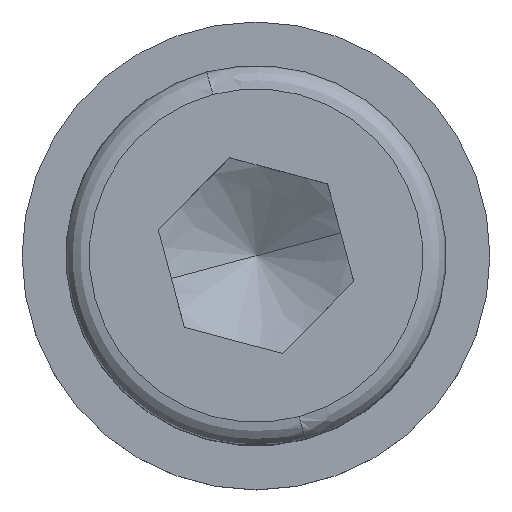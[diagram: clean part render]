
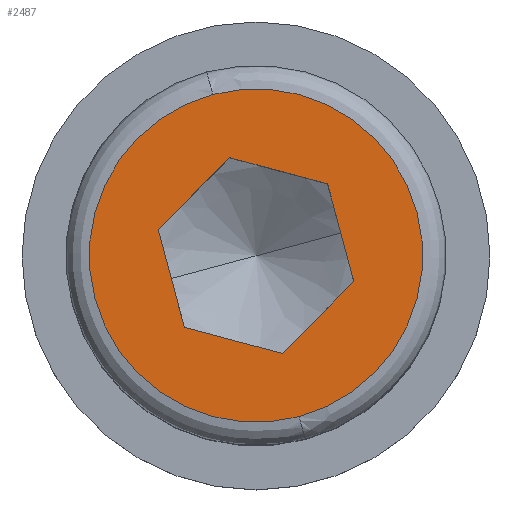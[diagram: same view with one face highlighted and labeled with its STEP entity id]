
A CAD part, top view. The second image highlights one B-rep face of the part: STEP entity #2487.
In plain terms, the highlighted planar face has unit normal (0, 0, 1).
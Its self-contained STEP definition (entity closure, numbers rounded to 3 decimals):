
#882=CARTESIAN_POINT('',(1.475,-5.506,88.0));
#883=VERTEX_POINT('',#882);
#901=CARTESIAN_POINT('',(-1.475,5.506,88.0));
#902=VERTEX_POINT('',#901);
#910=CARTESIAN_POINT('',(0.,0.,88.0));
#911=DIRECTION('',(0.0,0.0,1.0));
#912=DIRECTION('',(-0.259,0.966,0.0));
#913=AXIS2_PLACEMENT_3D('',#910,#911,#912);
#914=CIRCLE('',#913,5.7);
#915=EDGE_CURVE('',#883,#902,#914,.T.);
#2184=CARTESIAN_POINT('',(-5.506,-1.475,88.0));
#2185=VERTEX_POINT('',#2184);
#2186=CARTESIAN_POINT('',(0.,0.,88.0));
#2187=DIRECTION('',(0.0,0.0,1.0));
#2188=DIRECTION('',(-0.259,0.966,0.0));
#2189=AXIS2_PLACEMENT_3D('',#2186,#2187,#2188);
#2190=CIRCLE('',#2189,5.7);
#2191=EDGE_CURVE('',#2185,#883,#2190,.T.);
#2193=CARTESIAN_POINT('',(0.,0.,88.0));
#2194=DIRECTION('',(0.0,0.0,1.0));
#2195=DIRECTION('',(-0.259,0.966,0.0));
#2196=AXIS2_PLACEMENT_3D('',#2193,#2194,#2195);
#2197=CIRCLE('',#2196,5.7);
#2198=EDGE_CURVE('',#902,#2185,#2197,.T.);
#2247=CARTESIAN_POINT('',(-0.897,3.347,88.0));
#2248=VERTEX_POINT('',#2247);
#2255=CARTESIAN_POINT('',(-3.347,0.898,88.0));
#2256=VERTEX_POINT('',#2255);
#2257=CARTESIAN_POINT('',(-3.347,0.898,88.0));
#2258=DIRECTION('',(0.707,0.707,0.0));
#2259=VECTOR('',#2258,3.464);
#2260=LINE('',#2257,#2259);
#2261=EDGE_CURVE('',#2256,#2248,#2260,.T.);
#2292=CARTESIAN_POINT('',(2.449,2.451,88.0));
#2293=VERTEX_POINT('',#2292);
#2300=CARTESIAN_POINT('',(-0.897,3.347,88.0));
#2301=DIRECTION('',(0.966,-0.259,0.0));
#2302=VECTOR('',#2301,3.464);
#2303=LINE('',#2300,#2302);
#2304=EDGE_CURVE('',#2248,#2293,#2303,.T.);
#2316=CARTESIAN_POINT('',(3.347,-0.898,88.0));
#2317=VERTEX_POINT('',#2316);
#2324=CARTESIAN_POINT('',(2.449,2.451,88.0));
#2325=DIRECTION('',(0.259,-0.966,0.0));
#2326=VECTOR('',#2325,3.468);
#2327=LINE('',#2324,#2326);
#2328=EDGE_CURVE('',#2293,#2317,#2327,.T.);
#2353=CARTESIAN_POINT('',(-2.449,-2.451,88.0));
#2354=VERTEX_POINT('',#2353);
#2361=CARTESIAN_POINT('',(0.897,-3.347,88.0));
#2362=VERTEX_POINT('',#2361);
#2363=CARTESIAN_POINT('',(0.897,-3.347,88.0));
#2364=DIRECTION('',(-0.966,0.259,0.0));
#2365=VECTOR('',#2364,3.464);
#2366=LINE('',#2363,#2365);
#2367=EDGE_CURVE('',#2362,#2354,#2366,.T.);
#2397=CARTESIAN_POINT('',(-2.449,-2.451,88.0));
#2398=DIRECTION('',(-0.259,0.966,0.0));
#2399=VECTOR('',#2398,3.468);
#2400=LINE('',#2397,#2399);
#2401=EDGE_CURVE('',#2354,#2256,#2400,.T.);
#2415=CARTESIAN_POINT('',(3.347,-0.898,88.0));
#2416=DIRECTION('',(-0.707,-0.707,0.0));
#2417=VECTOR('',#2416,3.464);
#2418=LINE('',#2415,#2417);
#2419=EDGE_CURVE('',#2317,#2362,#2418,.T.);
#2469=CARTESIAN_POINT('',(7.679,-4.434,88.0));
#2470=DIRECTION('',(0.0,0.0,1.0));
#2471=DIRECTION('',(1.0,0.0,0.0));
#2472=AXIS2_PLACEMENT_3D('',#2469,#2470,#2471);
#2473=PLANE('',#2472);
#2474=ORIENTED_EDGE('',*,*,#2191,.T.);
#2475=ORIENTED_EDGE('',*,*,#915,.T.);
#2476=ORIENTED_EDGE('',*,*,#2198,.T.);
#2477=EDGE_LOOP('',(#2474,#2475,#2476));
#2478=FACE_OUTER_BOUND('',#2477,.T.);
#2479=ORIENTED_EDGE('',*,*,#2261,.T.);
#2480=ORIENTED_EDGE('',*,*,#2304,.T.);
#2481=ORIENTED_EDGE('',*,*,#2328,.T.);
#2482=ORIENTED_EDGE('',*,*,#2419,.T.);
#2483=ORIENTED_EDGE('',*,*,#2367,.T.);
#2484=ORIENTED_EDGE('',*,*,#2401,.T.);
#2485=EDGE_LOOP('',(#2479,#2480,#2481,#2482,#2483,#2484));
#2486=FACE_BOUND('',#2485,.T.);
#2487=ADVANCED_FACE('',(#2478,#2486),#2473,.T.);
